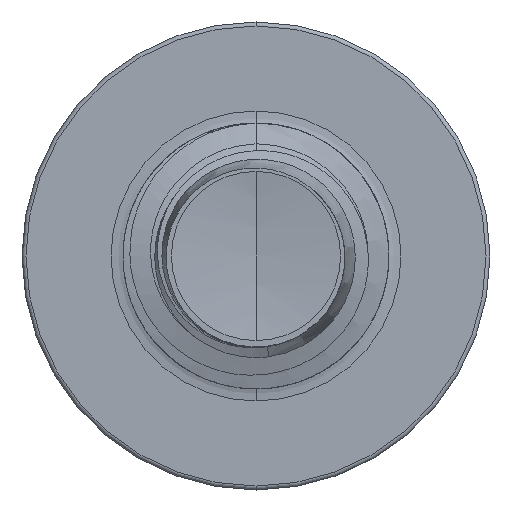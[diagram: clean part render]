
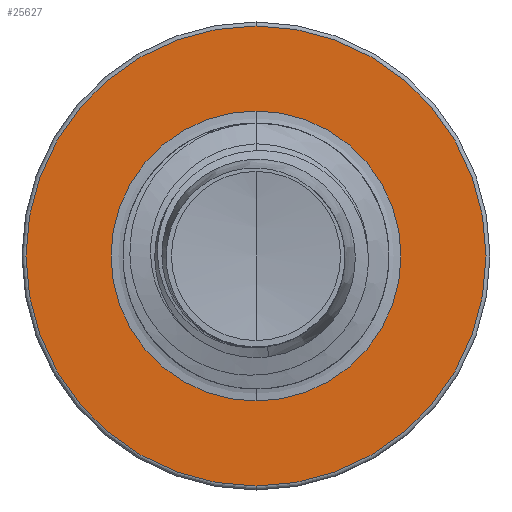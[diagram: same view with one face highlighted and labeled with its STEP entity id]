
A CAD part, front view. The second image highlights one B-rep face of the part: STEP entity #25627.
In plain terms, the highlighted planar face has unit normal (0, -1, 0).
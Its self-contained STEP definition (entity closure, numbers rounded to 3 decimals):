
#199 = DIRECTION ( 'NONE',  ( 0., 0., 1. ) ) ;
#1311 = EDGE_CURVE ( 'NONE', #8167, #1833, #16939, .T. ) ;
#1833 = VERTEX_POINT ( 'NONE', #7693 ) ;
#1873 = CARTESIAN_POINT ( 'NONE',  ( 0., 15., -2.162 ) ) ;
#2724 = CARTESIAN_POINT ( 'NONE',  ( 0., 15., -1.363 ) ) ;
#3010 = DIRECTION ( 'NONE',  ( 0., 1., 0. ) ) ;
#3051 = DIRECTION ( 'NONE',  ( 0., 0., 1. ) ) ;
#4657 = CARTESIAN_POINT ( 'NONE',  ( 0., 15., 0. ) ) ;
#5382 = VERTEX_POINT ( 'NONE', #10880 ) ;
#5605 = FACE_OUTER_BOUND ( 'NONE', #18525, .T. ) ;
#5691 = CIRCLE ( 'NONE', #10258, 2.163 ) ;
#7693 = CARTESIAN_POINT ( 'NONE',  ( 0., 15., 1.363 ) ) ;
#8167 = VERTEX_POINT ( 'NONE', #2724 ) ;
#10258 = AXIS2_PLACEMENT_3D ( 'NONE', #31496, #13675, #33937 ) ;
#10880 = CARTESIAN_POINT ( 'NONE',  ( 0., 15., 2.163 ) ) ;
#11155 = DIRECTION ( 'NONE',  ( 0., 0., 1. ) ) ;
#13066 = AXIS2_PLACEMENT_3D ( 'NONE', #4657, #3010, #3051 ) ;
#13675 = DIRECTION ( 'NONE',  ( 0., 1., 0. ) ) ;
#14203 = PLANE ( 'NONE',  #26549 ) ;
#15368 = DIRECTION ( 'NONE',  ( 0., 1., 0. ) ) ;
#16761 = CIRCLE ( 'NONE', #20172, 2.163 ) ;
#16939 = CIRCLE ( 'NONE', #13066, 1.363 ) ;
#17821 = ORIENTED_EDGE ( 'NONE', *, *, #1311, .T. ) ;
#18525 = EDGE_LOOP ( 'NONE', ( #20487, #19907 ) ) ;
#18711 = ORIENTED_EDGE ( 'NONE', *, *, #19058, .T. ) ;
#19058 = EDGE_CURVE ( 'NONE', #1833, #8167, #35980, .T. ) ;
#19192 = EDGE_CURVE ( 'NONE', #31672, #5382, #5691, .T. ) ;
#19907 = ORIENTED_EDGE ( 'NONE', *, *, #19192, .F. ) ;
#19998 = DIRECTION ( 'NONE',  ( 0., 1., 0. ) ) ;
#20172 = AXIS2_PLACEMENT_3D ( 'NONE', #32828, #15368, #35241 ) ;
#20224 = EDGE_CURVE ( 'NONE', #5382, #31672, #16761, .T. ) ;
#20487 = ORIENTED_EDGE ( 'NONE', *, *, #20224, .F. ) ;
#23047 = AXIS2_PLACEMENT_3D ( 'NONE', #36191, #19998, #199 ) ;
#25627 = ADVANCED_FACE ( 'NONE', ( #5605, #35926 ), #14203, .F. ) ;
#26549 = AXIS2_PLACEMENT_3D ( 'NONE', #31911, #29484, #11155 ) ;
#29484 = DIRECTION ( 'NONE',  ( 0., 1., 0. ) ) ;
#30565 = EDGE_LOOP ( 'NONE', ( #18711, #17821 ) ) ;
#31496 = CARTESIAN_POINT ( 'NONE',  ( 0., 15., 0. ) ) ;
#31672 = VERTEX_POINT ( 'NONE', #1873 ) ;
#31911 = CARTESIAN_POINT ( 'NONE',  ( 0., 15., -1.363 ) ) ;
#32828 = CARTESIAN_POINT ( 'NONE',  ( 0., 15., 0. ) ) ;
#33937 = DIRECTION ( 'NONE',  ( 0., 0., 1. ) ) ;
#35241 = DIRECTION ( 'NONE',  ( 0., 0., 1. ) ) ;
#35926 = FACE_BOUND ( 'NONE', #30565, .T. ) ;
#35980 = CIRCLE ( 'NONE', #23047, 1.363 ) ;
#36191 = CARTESIAN_POINT ( 'NONE',  ( 0., 15., 0. ) ) ;
